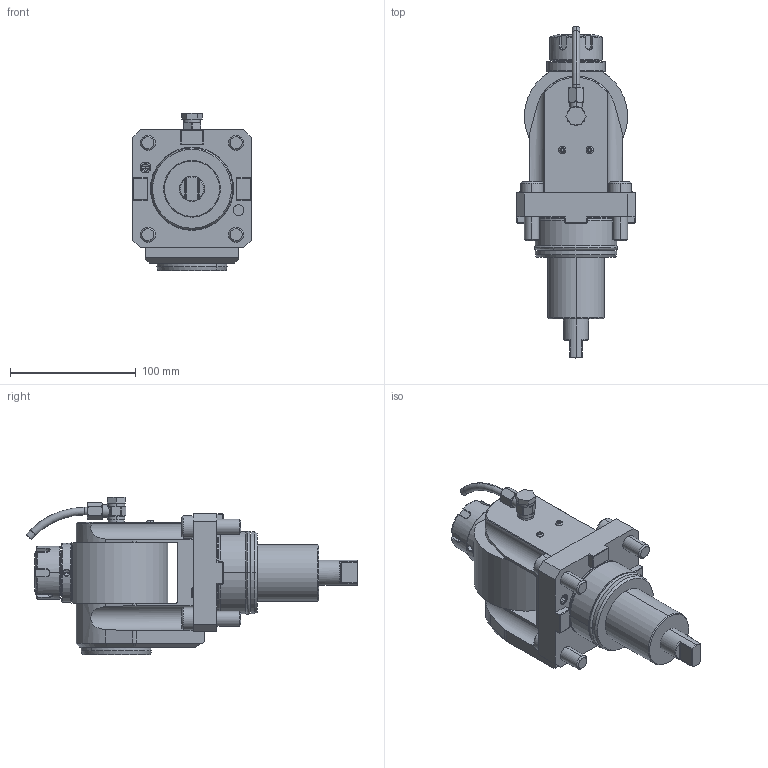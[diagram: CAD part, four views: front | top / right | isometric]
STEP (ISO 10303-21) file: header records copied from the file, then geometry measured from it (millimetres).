
FILE_DESCRIPTION((''),'2;1');
FILE_NAME('NGT2_65_501_25_1_DO','2023-05-16T',('vali'),('NOVA GRUP'),'PRO/ENGINEER BY PARAMETRIC TECHNOLOGY CORPORATION, 2010280','PRO/ENGINEER BY PARAMETRIC TECHNOLOGY CORPORATION, 2010280','');
FILE_SCHEMA(('CONFIG_CONTROL_DESIGN'));
Length unit declared in the file: millimetre
Products named in the file (1): NGT2_65_501_25_1_DO
Bounding box: 94 x 263.67 x 124.9 mm (x, y, z)
Volume: 992544.6 mm3; surface area: 102638.4 mm2
Topology: 2 solids, 4 shells, 635 faces, 1539 edges, 938 vertices
Faces by surface type: plane 273, cylinder 178, bspline 72, cone 70, torus 42
Entity records: 26198 total; most frequent: CARTESIAN_POINT 12025, ORIENTED_EDGE 3050, DIRECTION 2704, EDGE_CURVE 1525, AXIS2_PLACEMENT_3D 943, VERTEX_POINT 938, VECTOR 818, LINE 818
